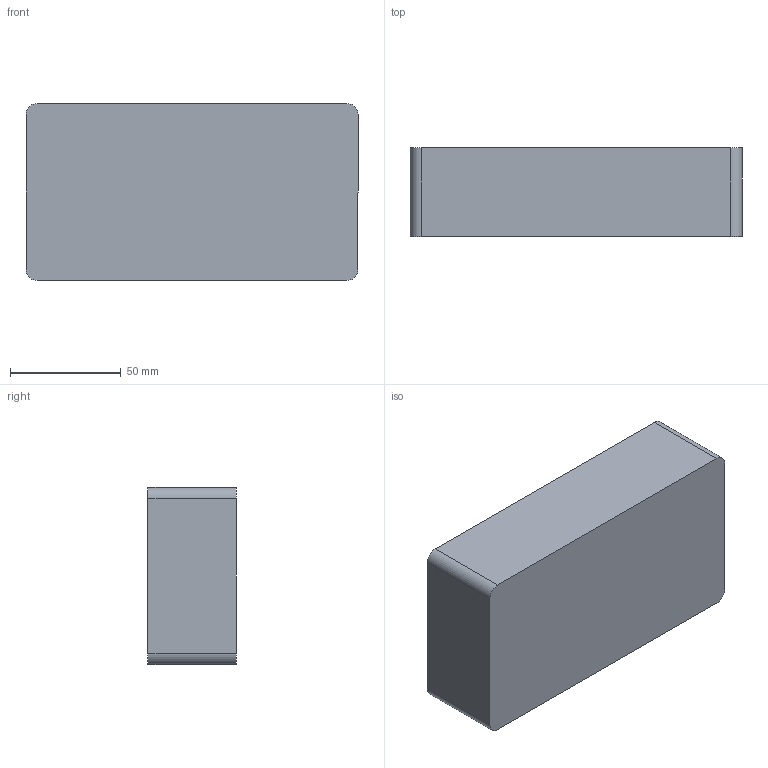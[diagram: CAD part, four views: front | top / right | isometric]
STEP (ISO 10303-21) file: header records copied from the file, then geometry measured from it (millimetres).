
FILE_DESCRIPTION (( 'STEP AP214' ), '1' );
FILE_NAME ('Maker XMas Tree Joint Tool.STEP', '2022-12-10T15:23:30', ( '' ), ( '' ), 'SwSTEP 2.0', 'SolidWorks 2020', '' );
FILE_SCHEMA (( 'AUTOMOTIVE_DESIGN' ));
Length unit declared in the file: millimetre
Products named in the file (1): Maker XMas Tree Joint Tool
Bounding box: 150 x 40.2 x 80 mm (x, y, z)
Volume: 470732.1 mm3; surface area: 51145.8 mm2
Topology: 1 solids, 1 shells, 319 faces, 843 edges, 562 vertices
Faces by surface type: plane 250, bspline 65, cylinder 4
Entity records: 13333 total; most frequent: CARTESIAN_POINT 5814, ORIENTED_EDGE 1686, DIRECTION 1231, EDGE_CURVE 843, VECTOR 705, LINE 705, VERTEX_POINT 562, EDGE_LOOP 355
